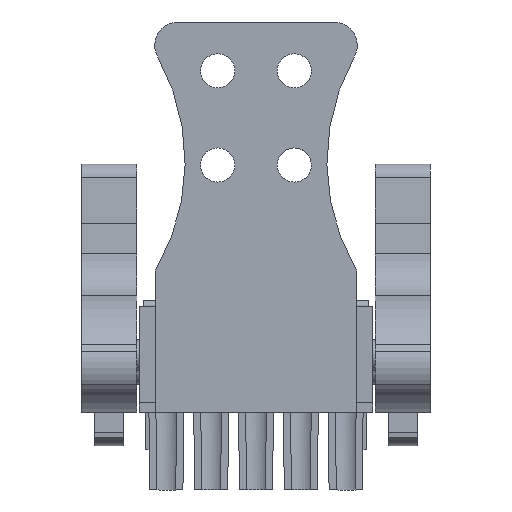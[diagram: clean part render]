
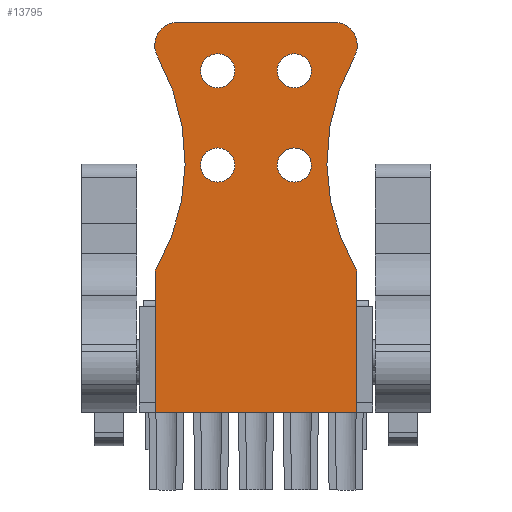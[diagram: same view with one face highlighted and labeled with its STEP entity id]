
A CAD part, front view. The second image highlights one B-rep face of the part: STEP entity #13795.
In plain terms, the highlighted planar face has unit normal (0, -1, 0).
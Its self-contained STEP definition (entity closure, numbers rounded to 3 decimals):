
#13455=AXIS2_PLACEMENT_3D('Circle Axis2P3D',#13453,#13454,$) ;
#13479=AXIS2_PLACEMENT_3D('Circle Axis2P3D',#13477,#13478,$) ;
#13527=AXIS2_PLACEMENT_3D('Circle Axis2P3D',#13525,#13526,$) ;
#13551=AXIS2_PLACEMENT_3D('Circle Axis2P3D',#13549,#13550,$) ;
#13575=AXIS2_PLACEMENT_3D('Circle Axis2P3D',#13573,#13574,$) ;
#13599=AXIS2_PLACEMENT_3D('Circle Axis2P3D',#13597,#13598,$) ;
#13623=AXIS2_PLACEMENT_3D('Circle Axis2P3D',#13621,#13622,$) ;
#13647=AXIS2_PLACEMENT_3D('Circle Axis2P3D',#13645,#13646,$) ;
#13671=AXIS2_PLACEMENT_3D('Circle Axis2P3D',#13669,#13670,$) ;
#13725=AXIS2_PLACEMENT_3D('Circle Axis2P3D',#13723,#13724,$) ;
#13749=AXIS2_PLACEMENT_3D('Circle Axis2P3D',#13747,#13748,$) ;
#13762=AXIS2_PLACEMENT_3D('Plane Axis2P3D',#13759,#13760,#13761) ;
#13328=CARTESIAN_POINT('Vertex',(23.38,0.,18.601)) ;
#13331=CARTESIAN_POINT('Line Origine',(23.38,0.,12.6)) ;
#13335=CARTESIAN_POINT('Vertex',(23.38,0.,6.6)) ;
#13417=CARTESIAN_POINT('Vertex',(6.26,0.,6.6)) ;
#13420=CARTESIAN_POINT('Line Origine',(6.26,0.,12.6)) ;
#13424=CARTESIAN_POINT('Vertex',(6.26,0.,18.601)) ;
#13453=CARTESIAN_POINT('Axis2P3D Location',(-9.395,0.,27.873)) ;
#13457=CARTESIAN_POINT('Vertex',(6.476,0.,36.772)) ;
#13477=CARTESIAN_POINT('Axis2P3D Location',(8.22,0.,37.75)) ;
#13481=CARTESIAN_POINT('Vertex',(8.22,0.,39.75)) ;
#13501=CARTESIAN_POINT('Line Origine',(14.82,0.,39.75)) ;
#13505=CARTESIAN_POINT('Vertex',(21.42,0.,39.75)) ;
#13525=CARTESIAN_POINT('Axis2P3D Location',(21.42,0.,37.75)) ;
#13529=CARTESIAN_POINT('Vertex',(23.164,0.,36.772)) ;
#13549=CARTESIAN_POINT('Axis2P3D Location',(39.035,0.,27.873)) ;
#13570=CARTESIAN_POINT('Vertex',(13.02,0.,27.6)) ;
#13573=CARTESIAN_POINT('Axis2P3D Location',(11.57,0.,27.6)) ;
#13577=CARTESIAN_POINT('Vertex',(10.12,0.,27.6)) ;
#13597=CARTESIAN_POINT('Axis2P3D Location',(11.57,0.,27.6)) ;
#13618=CARTESIAN_POINT('Vertex',(10.12,0.,35.6)) ;
#13621=CARTESIAN_POINT('Axis2P3D Location',(11.57,0.,35.6)) ;
#13625=CARTESIAN_POINT('Vertex',(13.02,0.,35.6)) ;
#13645=CARTESIAN_POINT('Axis2P3D Location',(11.57,0.,35.6)) ;
#13666=CARTESIAN_POINT('Vertex',(16.62,0.,27.6)) ;
#13669=CARTESIAN_POINT('Axis2P3D Location',(18.07,0.,27.6)) ;
#13673=CARTESIAN_POINT('Vertex',(19.52,0.,27.6)) ;
#13694=CARTESIAN_POINT('Control Point',(16.62,0.,27.6)) ;
#13695=CARTESIAN_POINT('Control Point',(16.62,0.,28.056)) ;
#13696=CARTESIAN_POINT('Control Point',(16.799,0.,28.511)) ;
#13697=CARTESIAN_POINT('Control Point',(17.159,0.,28.871)) ;
#13698=CARTESIAN_POINT('Control Point',(18.07,0.,29.229)) ;
#13699=CARTESIAN_POINT('Control Point',(18.981,0.,28.871)) ;
#13700=CARTESIAN_POINT('Control Point',(19.341,0.,28.511)) ;
#13701=CARTESIAN_POINT('Control Point',(19.52,0.,28.056)) ;
#13702=CARTESIAN_POINT('Control Point',(19.52,0.,27.6)) ;
#13720=CARTESIAN_POINT('Vertex',(16.62,0.,35.6)) ;
#13723=CARTESIAN_POINT('Axis2P3D Location',(18.07,0.,35.6)) ;
#13727=CARTESIAN_POINT('Vertex',(19.52,0.,35.6)) ;
#13747=CARTESIAN_POINT('Axis2P3D Location',(18.07,0.,35.6)) ;
#13759=CARTESIAN_POINT('Axis2P3D Location',(-0.815,0.,-2.35)) ;
#13764=CARTESIAN_POINT('Line Origine',(14.82,0.,6.6)) ;
#13332=DIRECTION('Vector Direction',(0.,0.,-1.)) ;
#13421=DIRECTION('Vector Direction',(0.,0.,1.)) ;
#13454=DIRECTION('Axis2P3D Direction',(0.,1.,-0.)) ;
#13478=DIRECTION('Axis2P3D Direction',(0.,1.,0.)) ;
#13502=DIRECTION('Vector Direction',(-1.,0.,0.)) ;
#13526=DIRECTION('Axis2P3D Direction',(0.,1.,-0.)) ;
#13550=DIRECTION('Axis2P3D Direction',(0.,1.,0.)) ;
#13574=DIRECTION('Axis2P3D Direction',(0.,1.,0.)) ;
#13598=DIRECTION('Axis2P3D Direction',(0.,1.,0.)) ;
#13622=DIRECTION('Axis2P3D Direction',(0.,1.,-0.)) ;
#13646=DIRECTION('Axis2P3D Direction',(0.,1.,-0.)) ;
#13670=DIRECTION('Axis2P3D Direction',(0.,1.,0.)) ;
#13724=DIRECTION('Axis2P3D Direction',(0.,1.,0.)) ;
#13748=DIRECTION('Axis2P3D Direction',(0.,1.,-0.)) ;
#13760=DIRECTION('Axis2P3D Direction',(0.,1.,-0.)) ;
#13761=DIRECTION('Axis2P3D XDirection',(-1.,0.,0.)) ;
#13765=DIRECTION('Vector Direction',(1.,0.,0.)) ;
#13333=VECTOR('Line Direction',#13332,1.) ;
#13422=VECTOR('Line Direction',#13421,1.) ;
#13503=VECTOR('Line Direction',#13502,1.) ;
#13766=VECTOR('Line Direction',#13765,1.) ;
#13770=ORIENTED_EDGE('',*,*,#13553,.F.) ;
#13771=ORIENTED_EDGE('',*,*,#13531,.F.) ;
#13772=ORIENTED_EDGE('',*,*,#13507,.F.) ;
#13773=ORIENTED_EDGE('',*,*,#13483,.F.) ;
#13774=ORIENTED_EDGE('',*,*,#13459,.F.) ;
#13775=ORIENTED_EDGE('',*,*,#13426,.F.) ;
#13776=ORIENTED_EDGE('',*,*,#13768,.F.) ;
#13777=ORIENTED_EDGE('',*,*,#13337,.F.) ;
#13780=ORIENTED_EDGE('',*,*,#13601,.T.) ;
#13781=ORIENTED_EDGE('',*,*,#13579,.T.) ;
#13784=ORIENTED_EDGE('',*,*,#13649,.T.) ;
#13785=ORIENTED_EDGE('',*,*,#13627,.T.) ;
#13788=ORIENTED_EDGE('',*,*,#13703,.T.) ;
#13789=ORIENTED_EDGE('',*,*,#13675,.T.) ;
#13792=ORIENTED_EDGE('',*,*,#13751,.T.) ;
#13793=ORIENTED_EDGE('',*,*,#13729,.T.) ;
#13782=FACE_BOUND('',#13779,.T.) ;
#13786=FACE_BOUND('',#13783,.T.) ;
#13790=FACE_BOUND('',#13787,.T.) ;
#13794=FACE_BOUND('',#13791,.T.) ;
#13795=ADVANCED_FACE('Strain relief',(#13778,#13782,#13786,#13790,#13794),#13763,.F.) ;
#13693=B_SPLINE_CURVE_WITH_KNOTS('',5,(#13694,#13695,#13696,#13697,#13698,#13699,#13700,#13701,#13702),.UNSPECIFIED.,.F.,.U.,(6,3,6),(-2.278,0.,2.278),.UNSPECIFIED.) ;
#13456=CIRCLE('generated circle',#13455,18.195) ;
#13480=CIRCLE('generated circle',#13479,2.) ;
#13528=CIRCLE('generated circle',#13527,2.) ;
#13552=CIRCLE('generated circle',#13551,18.195) ;
#13576=CIRCLE('generated circle',#13575,1.45) ;
#13600=CIRCLE('generated circle',#13599,1.45) ;
#13624=CIRCLE('generated circle',#13623,1.45) ;
#13648=CIRCLE('generated circle',#13647,1.45) ;
#13672=CIRCLE('generated circle',#13671,1.45) ;
#13726=CIRCLE('generated circle',#13725,1.45) ;
#13750=CIRCLE('generated circle',#13749,1.45) ;
#13337=EDGE_CURVE('',#13329,#13336,#13334,.T.) ;
#13426=EDGE_CURVE('',#13418,#13425,#13423,.T.) ;
#13459=EDGE_CURVE('',#13425,#13458,#13456,.F.) ;
#13483=EDGE_CURVE('',#13458,#13482,#13480,.T.) ;
#13507=EDGE_CURVE('',#13482,#13506,#13504,.F.) ;
#13531=EDGE_CURVE('',#13506,#13530,#13528,.T.) ;
#13553=EDGE_CURVE('',#13530,#13329,#13552,.F.) ;
#13579=EDGE_CURVE('',#13578,#13571,#13576,.T.) ;
#13601=EDGE_CURVE('',#13571,#13578,#13600,.T.) ;
#13627=EDGE_CURVE('',#13626,#13619,#13624,.T.) ;
#13649=EDGE_CURVE('',#13619,#13626,#13648,.T.) ;
#13675=EDGE_CURVE('',#13674,#13667,#13672,.T.) ;
#13703=EDGE_CURVE('',#13667,#13674,#13693,.T.) ;
#13729=EDGE_CURVE('',#13728,#13721,#13726,.T.) ;
#13751=EDGE_CURVE('',#13721,#13728,#13750,.T.) ;
#13768=EDGE_CURVE('',#13336,#13418,#13767,.F.) ;
#13769=EDGE_LOOP('',(#13770,#13771,#13772,#13773,#13774,#13775,#13776,#13777)) ;
#13779=EDGE_LOOP('',(#13780,#13781)) ;
#13783=EDGE_LOOP('',(#13784,#13785)) ;
#13787=EDGE_LOOP('',(#13788,#13789)) ;
#13791=EDGE_LOOP('',(#13792,#13793)) ;
#13778=FACE_OUTER_BOUND('',#13769,.T.) ;
#13334=LINE('Line',#13331,#13333) ;
#13423=LINE('Line',#13420,#13422) ;
#13504=LINE('Line',#13501,#13503) ;
#13767=LINE('Line',#13764,#13766) ;
#13763=PLANE('',#13762) ;
#13329=VERTEX_POINT('',#13328) ;
#13336=VERTEX_POINT('',#13335) ;
#13418=VERTEX_POINT('',#13417) ;
#13425=VERTEX_POINT('',#13424) ;
#13458=VERTEX_POINT('',#13457) ;
#13482=VERTEX_POINT('',#13481) ;
#13506=VERTEX_POINT('',#13505) ;
#13530=VERTEX_POINT('',#13529) ;
#13571=VERTEX_POINT('',#13570) ;
#13578=VERTEX_POINT('',#13577) ;
#13619=VERTEX_POINT('',#13618) ;
#13626=VERTEX_POINT('',#13625) ;
#13667=VERTEX_POINT('',#13666) ;
#13674=VERTEX_POINT('',#13673) ;
#13721=VERTEX_POINT('',#13720) ;
#13728=VERTEX_POINT('',#13727) ;
